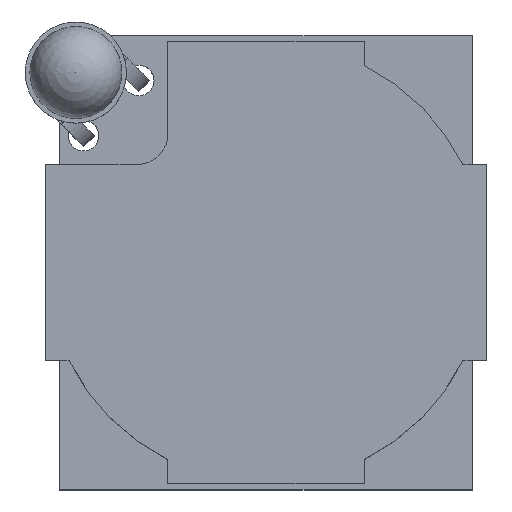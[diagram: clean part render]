
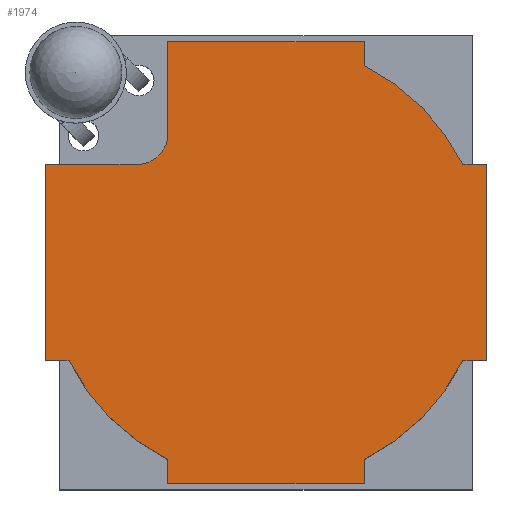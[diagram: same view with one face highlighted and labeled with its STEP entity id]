
A CAD part, top view. The second image highlights one B-rep face of the part: STEP entity #1974.
In plain terms, the highlighted planar face has unit normal (0, 0, 1).
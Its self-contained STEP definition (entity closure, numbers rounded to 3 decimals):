
#123=PLANE('',#2169);
#225=FACE_OUTER_BOUND('',#344,.T.);
#344=EDGE_LOOP('',(#1635,#1636,#1637,#1638,#1639,#1640,#1641,#1642,#1643,
#1644,#1645,#1646,#1647,#1648,#1649,#1650));
#491=LINE('',#3038,#723);
#494=LINE('',#3045,#726);
#498=LINE('',#3053,#730);
#501=LINE('',#3059,#733);
#505=LINE('',#3071,#737);
#508=LINE('',#3077,#740);
#511=LINE('',#3083,#743);
#515=LINE('',#3095,#747);
#518=LINE('',#3100,#750);
#522=LINE('',#3107,#754);
#523=LINE('',#3110,#755);
#526=LINE('',#3116,#758);
#723=VECTOR('',#2462,10.);
#726=VECTOR('',#2467,10.);
#730=VECTOR('',#2473,10.);
#733=VECTOR('',#2478,10.);
#737=VECTOR('',#2490,10.);
#740=VECTOR('',#2495,10.);
#743=VECTOR('',#2500,10.);
#747=VECTOR('',#2512,10.);
#750=VECTOR('',#2517,10.);
#754=VECTOR('',#2523,10.);
#755=VECTOR('',#2526,10.);
#758=VECTOR('',#2531,10.);
#873=CIRCLE('',#2145,1.);
#875=CIRCLE('',#2152,7.175);
#877=CIRCLE('',#2158,7.175);
#879=CIRCLE('',#2166,7.175);
#969=VERTEX_POINT('',#3028);
#970=VERTEX_POINT('',#3029);
#973=VERTEX_POINT('',#3037);
#975=VERTEX_POINT('',#3043);
#976=VERTEX_POINT('',#3044);
#979=VERTEX_POINT('',#3052);
#981=VERTEX_POINT('',#3058);
#983=VERTEX_POINT('',#3064);
#985=VERTEX_POINT('',#3070);
#987=VERTEX_POINT('',#3076);
#989=VERTEX_POINT('',#3082);
#991=VERTEX_POINT('',#3088);
#993=VERTEX_POINT('',#3094);
#996=VERTEX_POINT('',#3105);
#997=VERTEX_POINT('',#3109);
#999=VERTEX_POINT('',#3115);
#1183=EDGE_CURVE('',#969,#970,#873,.T.);
#1187=EDGE_CURVE('',#973,#970,#491,.T.);
#1190=EDGE_CURVE('',#975,#976,#494,.T.);
#1194=EDGE_CURVE('',#976,#979,#498,.T.);
#1197=EDGE_CURVE('',#979,#981,#501,.T.);
#1200=EDGE_CURVE('',#983,#981,#875,.T.);
#1203=EDGE_CURVE('',#985,#983,#505,.T.);
#1206=EDGE_CURVE('',#987,#985,#508,.T.);
#1209=EDGE_CURVE('',#989,#987,#511,.T.);
#1212=EDGE_CURVE('',#991,#989,#877,.T.);
#1215=EDGE_CURVE('',#991,#993,#515,.T.);
#1218=EDGE_CURVE('',#973,#993,#518,.T.);
#1222=EDGE_CURVE('',#996,#969,#522,.T.);
#1223=EDGE_CURVE('',#997,#996,#523,.T.);
#1226=EDGE_CURVE('',#999,#997,#526,.T.);
#1229=EDGE_CURVE('',#975,#999,#879,.T.);
#1635=ORIENTED_EDGE('',*,*,#1229,.F.);
#1636=ORIENTED_EDGE('',*,*,#1190,.T.);
#1637=ORIENTED_EDGE('',*,*,#1194,.T.);
#1638=ORIENTED_EDGE('',*,*,#1197,.T.);
#1639=ORIENTED_EDGE('',*,*,#1200,.F.);
#1640=ORIENTED_EDGE('',*,*,#1203,.F.);
#1641=ORIENTED_EDGE('',*,*,#1206,.F.);
#1642=ORIENTED_EDGE('',*,*,#1209,.F.);
#1643=ORIENTED_EDGE('',*,*,#1212,.F.);
#1644=ORIENTED_EDGE('',*,*,#1215,.T.);
#1645=ORIENTED_EDGE('',*,*,#1218,.F.);
#1646=ORIENTED_EDGE('',*,*,#1187,.T.);
#1647=ORIENTED_EDGE('',*,*,#1183,.F.);
#1648=ORIENTED_EDGE('',*,*,#1222,.F.);
#1649=ORIENTED_EDGE('',*,*,#1223,.F.);
#1650=ORIENTED_EDGE('',*,*,#1226,.F.);
#1974=ADVANCED_FACE('',(#225),#123,.F.);
#2145=AXIS2_PLACEMENT_3D('',#3030,#2454,#2455);
#2152=AXIS2_PLACEMENT_3D('',#3065,#2483,#2484);
#2158=AXIS2_PLACEMENT_3D('',#3089,#2505,#2506);
#2166=AXIS2_PLACEMENT_3D('',#3121,#2536,#2537);
#2169=AXIS2_PLACEMENT_3D('',#3124,#2542,#2543);
#2454=DIRECTION('center_axis',(0.,0.,1.));
#2455=DIRECTION('ref_axis',(0.707,-0.707,0.));
#2462=DIRECTION('',(0.,-1.,0.));
#2467=DIRECTION('',(0.,-1.,0.));
#2473=DIRECTION('',(1.,0.,0.));
#2478=DIRECTION('',(0.,1.,0.));
#2483=DIRECTION('center_axis',(0.,0.,-1.));
#2484=DIRECTION('ref_axis',(0.895,-0.446,0.));
#2490=DIRECTION('',(-1.,0.,0.));
#2495=DIRECTION('',(0.,-1.,0.));
#2500=DIRECTION('',(1.,0.,0.));
#2505=DIRECTION('center_axis',(0.,0.,-1.));
#2506=DIRECTION('ref_axis',(0.446,0.895,0.));
#2512=DIRECTION('',(0.,1.,0.));
#2517=DIRECTION('',(1.,0.,0.));
#2523=DIRECTION('',(1.,0.,0.));
#2526=DIRECTION('',(0.,1.,0.));
#2531=DIRECTION('',(-1.,0.,0.));
#2536=DIRECTION('center_axis',(0.,0.,-1.));
#2537=DIRECTION('ref_axis',(-0.446,-0.895,0.));
#2542=DIRECTION('center_axis',(0.,0.,-1.));
#2543=DIRECTION('ref_axis',(1.,0.,0.));
#3028=CARTESIAN_POINT('',(-4.2,3.2,10.7));
#3029=CARTESIAN_POINT('',(-3.2,4.2,10.7));
#3030=CARTESIAN_POINT('Origin',(-4.2,4.2,10.7));
#3037=CARTESIAN_POINT('',(-3.2,7.2,10.7));
#3038=CARTESIAN_POINT('',(-3.2,7.2,10.7));
#3043=CARTESIAN_POINT('',(-3.2,-6.422,10.7));
#3044=CARTESIAN_POINT('',(-3.2,-7.2,10.7));
#3045=CARTESIAN_POINT('',(-3.2,-6.422,10.7));
#3052=CARTESIAN_POINT('',(3.2,-7.2,10.7));
#3053=CARTESIAN_POINT('',(-3.2,-7.2,10.7));
#3058=CARTESIAN_POINT('',(3.2,-6.422,10.7));
#3059=CARTESIAN_POINT('',(3.2,-7.2,10.7));
#3064=CARTESIAN_POINT('',(6.422,-3.2,10.7));
#3065=CARTESIAN_POINT('Origin',(0.,0.,10.7));
#3070=CARTESIAN_POINT('',(7.2,-3.2,10.7));
#3071=CARTESIAN_POINT('',(7.2,-3.2,10.7));
#3076=CARTESIAN_POINT('',(7.2,3.2,10.7));
#3077=CARTESIAN_POINT('',(7.2,3.2,10.7));
#3082=CARTESIAN_POINT('',(6.422,3.2,10.7));
#3083=CARTESIAN_POINT('',(6.422,3.2,10.7));
#3088=CARTESIAN_POINT('',(3.2,6.422,10.7));
#3089=CARTESIAN_POINT('Origin',(0.,0.,10.7));
#3094=CARTESIAN_POINT('',(3.2,7.2,10.7));
#3095=CARTESIAN_POINT('',(3.2,6.422,10.7));
#3100=CARTESIAN_POINT('',(-3.2,7.2,10.7));
#3105=CARTESIAN_POINT('',(-7.2,3.2,10.7));
#3107=CARTESIAN_POINT('',(-7.2,3.2,10.7));
#3109=CARTESIAN_POINT('',(-7.2,-3.2,10.7));
#3110=CARTESIAN_POINT('',(-7.2,-3.2,10.7));
#3115=CARTESIAN_POINT('',(-6.422,-3.2,10.7));
#3116=CARTESIAN_POINT('',(-6.422,-3.2,10.7));
#3121=CARTESIAN_POINT('Origin',(0.,0.,10.7));
#3124=CARTESIAN_POINT('Origin',(0.,0.,10.7));
